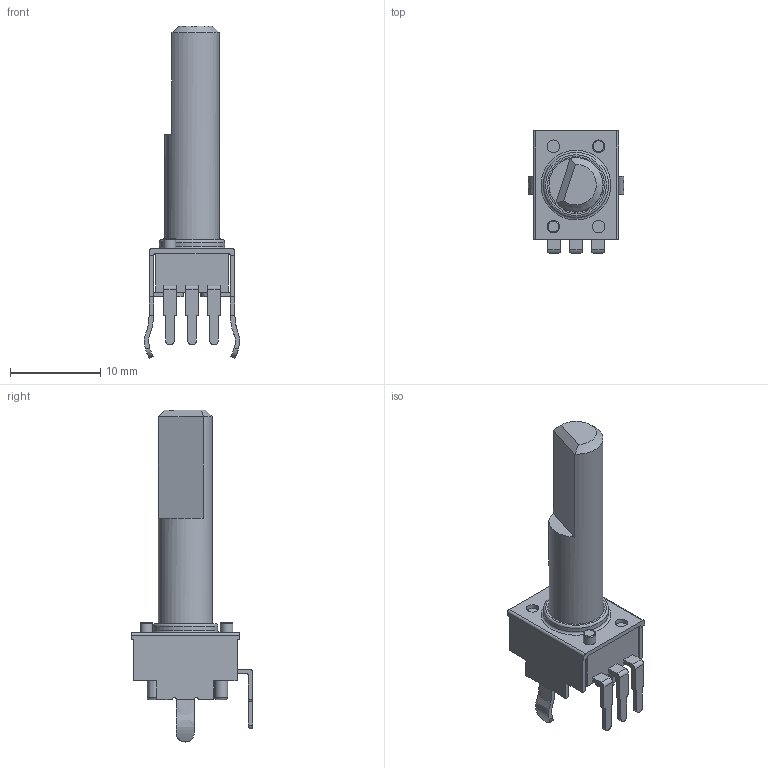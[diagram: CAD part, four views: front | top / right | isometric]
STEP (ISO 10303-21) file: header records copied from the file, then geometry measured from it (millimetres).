
FILE_DESCRIPTION( ( 'Unknown' ), '1' );
FILE_NAME( 'Potenciómetro.stp', 'Unknown', ( 'Unknown' ), ( 'Unknown' ), 'PSStep 14.0', 'Unknown', ' ' );
FILE_SCHEMA( ( 'AUTOMOTIVE_DESIGN { 1 0 10303 214 1 1 1 1 }' ) );
Length unit declared in the file: millimetre
Products named in the file (1): 1
Bounding box: 10.63 x 13.51 x 36.8 mm (x, y, z)
Volume: 1203.5 mm3; surface area: 1355.7 mm2
Topology: 1 solids, 1 shells, 157 faces, 420 edges, 269 vertices
Faces by surface type: plane 97, cylinder 47, torus 6, extrusion 6, cone 1
Full cylindrical faces by diameter (mm): 1.4 x6, 6 x1, 6.3 x1, 7.224 x1
Entity records: 6109 total; most frequent: CARTESIAN_POINT 995, ORIENTED_EDGE 796, DIRECTION 769, EDGE_CURVE 398, VECTOR 285, LINE 279, VERTEX_POINT 262, AXIS2_PLACEMENT_3D 242
